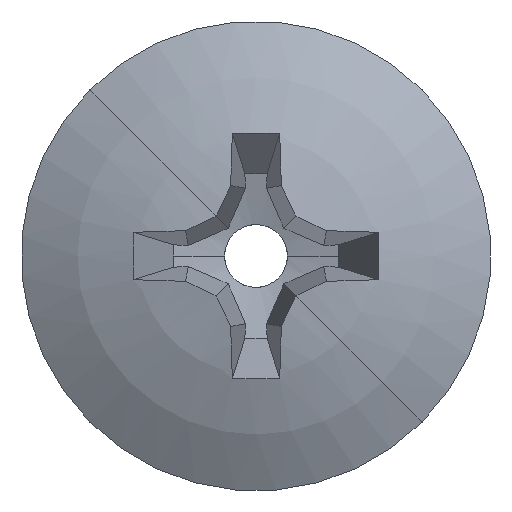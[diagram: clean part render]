
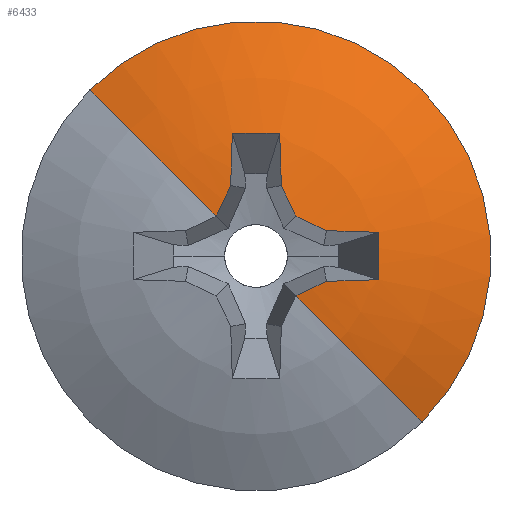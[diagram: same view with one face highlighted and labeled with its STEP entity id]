
A CAD part, left-side view. The second image highlights one B-rep face of the part: STEP entity #6433.
In plain terms, the highlighted spherical face has radius 7.673 mm.
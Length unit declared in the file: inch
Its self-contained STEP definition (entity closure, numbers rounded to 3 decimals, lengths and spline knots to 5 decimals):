
#2497=CARTESIAN_POINT('',(0.1921,0.,0.));
#2498=DIRECTION('',(0.,0.,-1.));
#2499=DIRECTION('',(-0.854,-0.52,0.));
#2500=AXIS2_PLACEMENT_3D('',#2497,#2498,#2499);
#2507=CARTESIAN_POINT('',(0.1921,0.,0.));
#2508=DIRECTION('',(0.,0.,1.));
#2509=DIRECTION('',(-0.854,0.52,0.));
#2510=AXIS2_PLACEMENT_3D('',#2507,#2508,#2509);
#2638=CARTESIAN_POINT('',(-0.10583,-0.04524,
0.02135));
#2639=CARTESIAN_POINT('',(-0.10595,-0.0449,
0.02036));
#2640=CARTESIAN_POINT('',(-0.10619,-0.04422,
0.01839));
#2641=CARTESIAN_POINT('',(-0.1065,-0.0432,
0.01546));
#2642=CARTESIAN_POINT('',(-0.10679,-0.04217,
0.01251));
#2643=CARTESIAN_POINT('',(-0.10704,-0.04112,
0.00952));
#2644=CARTESIAN_POINT('',(-0.10727,-0.04004,
0.00646));
#2645=CARTESIAN_POINT('',(-0.10747,-0.03892,
0.00331));
#2646=CARTESIAN_POINT('',(-0.10758,-0.03814,
0.00112));
#2647=CARTESIAN_POINT('',(-0.10763,-0.03774,0.));
#2649=CARTESIAN_POINT('',(0.18835,0.01828,
0.01828));
#2650=DIRECTION('',(-0.144,0.7,0.7));
#2651=DIRECTION('',(-0.977,-0.211,0.01));
#2652=AXIS2_PLACEMENT_3D('',#2649,#2650,#2651);
#2654=CARTESIAN_POINT('',(0.17131,0.03137,
-0.03137));
#2655=DIRECTION('',(-0.424,0.64,-0.64));
#2656=DIRECTION('',(-0.904,-0.337,0.262));
#2657=AXIS2_PLACEMENT_3D('',#2654,#2655,#2656);
#2659=CARTESIAN_POINT('',(0.18835,-0.01828,
-0.01828));
#2660=DIRECTION('',(0.144,0.7,0.7));
#2661=DIRECTION('',(-0.977,-0.01,0.211));
#2662=AXIS2_PLACEMENT_3D('',#2659,#2660,#2661);
#2664=CARTESIAN_POINT('',(-0.10763,0.,0.03774));
#2665=CARTESIAN_POINT('',(-0.10753,-0.00232,
0.03857));
#2666=CARTESIAN_POINT('',(-0.10726,-0.00693,
0.04021));
#2667=CARTESIAN_POINT('',(-0.1067,-0.01369,
0.04259));
#2668=CARTESIAN_POINT('',(-0.10615,-0.01873,
0.04434));
#2669=CARTESIAN_POINT('',(-0.10583,-0.02135,
0.04524));
#2671=CARTESIAN_POINT('',(-0.10583,0.02135,
0.04524));
#2672=CARTESIAN_POINT('',(-0.10616,0.01871,
0.04433));
#2673=CARTESIAN_POINT('',(-0.10671,0.01365,
0.04257));
#2674=CARTESIAN_POINT('',(-0.10726,0.00688,
0.04019));
#2675=CARTESIAN_POINT('',(-0.10753,0.00229,
0.03856));
#2676=CARTESIAN_POINT('',(-0.10763,0.,0.03774));
#2678=CARTESIAN_POINT('',(0.18835,0.01828,
-0.01828));
#2679=DIRECTION('',(0.144,-0.7,0.7));
#2680=DIRECTION('',(-0.952,0.095,0.29));
#2681=AXIS2_PLACEMENT_3D('',#2678,#2679,#2680);
#2683=CARTESIAN_POINT('',(0.17131,-0.03137,
-0.03137));
#2684=DIRECTION('',(0.424,0.64,0.64));
#2685=DIRECTION('',(-0.904,0.337,0.262));
#2686=AXIS2_PLACEMENT_3D('',#2683,#2684,#2685);
#2688=CARTESIAN_POINT('',(0.18835,-0.01828,
0.01828));
#2689=DIRECTION('',(0.144,0.7,-0.7));
#2690=DIRECTION('',(-0.977,0.211,0.01));
#2691=AXIS2_PLACEMENT_3D('',#2688,#2689,#2690);
#2693=CARTESIAN_POINT('',(-0.10763,0.03774,0.));
#2694=CARTESIAN_POINT('',(-0.10758,0.03814,
0.00111));
#2695=CARTESIAN_POINT('',(-0.10747,0.03891,
0.00329));
#2696=CARTESIAN_POINT('',(-0.10727,0.04003,
0.00643));
#2697=CARTESIAN_POINT('',(-0.10705,0.04111,
0.00949));
#2698=CARTESIAN_POINT('',(-0.10679,0.04216,
0.01248));
#2699=CARTESIAN_POINT('',(-0.1065,0.04319,
0.01543));
#2700=CARTESIAN_POINT('',(-0.10619,0.04421,
0.01838));
#2701=CARTESIAN_POINT('',(-0.10595,0.0449,
0.02036));
#2702=CARTESIAN_POINT('',(-0.10583,0.04524,
0.02135));
#2704=CARTESIAN_POINT('',(-0.066,0.,0.));
#2705=DIRECTION('',(1.,0.,0.));
#2706=DIRECTION('',(0.,1.,0.));
#2707=AXIS2_PLACEMENT_3D('',#2704,#2705,#2706);
#2927=CARTESIAN_POINT('',(-0.066,0.157,0.));
#2929=VERTEX_POINT('',#2927);
#2931=CARTESIAN_POINT('',(-0.066,-0.157,0.));
#2933=VERTEX_POINT('',#2931);
#2998=VERTEX_POINT('',#2638);
#2999=VERTEX_POINT('',#2647);
#3000=CARTESIAN_POINT('',(-0.09823,-0.06914,
0.04681));
#3001=VERTEX_POINT('',#3000);
#3002=CARTESIAN_POINT('',(-0.09823,-0.04681,
0.06914));
#3003=VERTEX_POINT('',#3002);
#3004=CARTESIAN_POINT('',(-0.10583,-0.02135,
0.04524));
#3005=VERTEX_POINT('',#3004);
#3006=VERTEX_POINT('',#2664);
#3007=VERTEX_POINT('',#2671);
#3008=CARTESIAN_POINT('',(-0.09823,0.04681,
0.06914));
#3009=VERTEX_POINT('',#3008);
#3010=CARTESIAN_POINT('',(-0.09823,0.06914,
0.04681));
#3011=VERTEX_POINT('',#3010);
#3012=CARTESIAN_POINT('',(-0.10583,0.04524,
0.02135));
#3013=VERTEX_POINT('',#3012);
#3014=VERTEX_POINT('',#2693);
#6404=CARTESIAN_POINT('',(0.1921,0.,0.));
#6405=DIRECTION('',(1.,0.,0.));
#6406=DIRECTION('',(0.,-1.,0.));
#6407=AXIS2_PLACEMENT_3D('',#6404,#6405,#6406);
#6408=SPHERICAL_SURFACE('',#6407,0.3021);
#6410=ORIENTED_EDGE('',*,*,#6409,.F.);
#6412=ORIENTED_EDGE('',*,*,#6411,.T.);
#6414=ORIENTED_EDGE('',*,*,#6413,.T.);
#6416=ORIENTED_EDGE('',*,*,#6415,.F.);
#6418=ORIENTED_EDGE('',*,*,#6417,.F.);
#6420=ORIENTED_EDGE('',*,*,#6419,.F.);
#6422=ORIENTED_EDGE('',*,*,#6421,.F.);
#6424=ORIENTED_EDGE('',*,*,#6423,.F.);
#6426=ORIENTED_EDGE('',*,*,#6425,.F.);
#6427=ORIENTED_EDGE('',*,*,#6397,.F.);
#6428=ORIENTED_EDGE('',*,*,#6199,.F.);
#6429=ORIENTED_EDGE('',*,*,#6159,.T.);
#6430=ORIENTED_EDGE('',*,*,#6196,.T.);
#6431=EDGE_LOOP('',(#6410,#6412,#6414,#6416,#6418,#6420,#6422,#6424,#6426,#6427,
#6428,#6429,#6430));
#6432=FACE_OUTER_BOUND('',#6431,.F.);
#2501=CIRCLE('',#2500,0.3021);
#2511=CIRCLE('',#2510,0.3021);
#2648=B_SPLINE_CURVE_WITH_KNOTS('',3,(#2638,#2639,#2640,#2641,#2642,#2643,#2644,
#2645,#2646,#2647),.UNSPECIFIED.,.F.,.F.,(4,1,1,1,1,1,1,4),(0.,
0.14286,0.28571,0.42857,0.57143,
0.71429,0.85714,1.),.UNSPECIFIED.);
#2653=CIRCLE('',#2652,0.30097);
#2658=CIRCLE('',#2657,0.2981);
#2663=CIRCLE('',#2662,0.30097);
#2670=B_SPLINE_CURVE_WITH_KNOTS('',3,(#2664,#2665,#2666,#2667,#2668,#2669),
.UNSPECIFIED.,.F.,.F.,(4,1,1,4),(0.,0.33333,0.66667,1.),
.UNSPECIFIED.);
#2677=B_SPLINE_CURVE_WITH_KNOTS('',3,(#2671,#2672,#2673,#2674,#2675,#2676),
.UNSPECIFIED.,.F.,.F.,(4,1,1,4),(0.,0.33333,0.66667,1.),
.UNSPECIFIED.);
#2682=CIRCLE('',#2681,0.30097);
#2687=CIRCLE('',#2686,0.2981);
#2692=CIRCLE('',#2691,0.30097);
#2703=B_SPLINE_CURVE_WITH_KNOTS('',3,(#2693,#2694,#2695,#2696,#2697,#2698,#2699,
#2700,#2701,#2702),.UNSPECIFIED.,.F.,.F.,(4,1,1,1,1,1,1,4),(0.,
0.14286,0.28571,0.42857,0.57143,
0.71429,0.85714,1.),.UNSPECIFIED.);
#2708=CIRCLE('',#2707,0.157);
#6159=EDGE_CURVE('',#2929,#2933,#2708,.T.);
#6196=EDGE_CURVE('',#2933,#2999,#2501,.T.);
#6199=EDGE_CURVE('',#2929,#3014,#2511,.T.);
#6397=EDGE_CURVE('',#3014,#3013,#2703,.T.);
#6409=EDGE_CURVE('',#2998,#2999,#2648,.T.);
#6411=EDGE_CURVE('',#2998,#3001,#2653,.T.);
#6413=EDGE_CURVE('',#3001,#3003,#2658,.T.);
#6415=EDGE_CURVE('',#3005,#3003,#2663,.T.);
#6417=EDGE_CURVE('',#3006,#3005,#2670,.T.);
#6419=EDGE_CURVE('',#3007,#3006,#2677,.T.);
#6421=EDGE_CURVE('',#3009,#3007,#2682,.T.);
#6423=EDGE_CURVE('',#3011,#3009,#2687,.T.);
#6425=EDGE_CURVE('',#3013,#3011,#2692,.T.);
#6433=ADVANCED_FACE('',(#6432),#6408,.T.);
